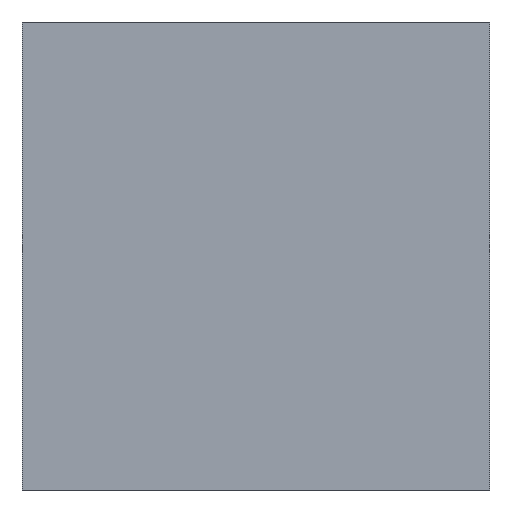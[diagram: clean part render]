
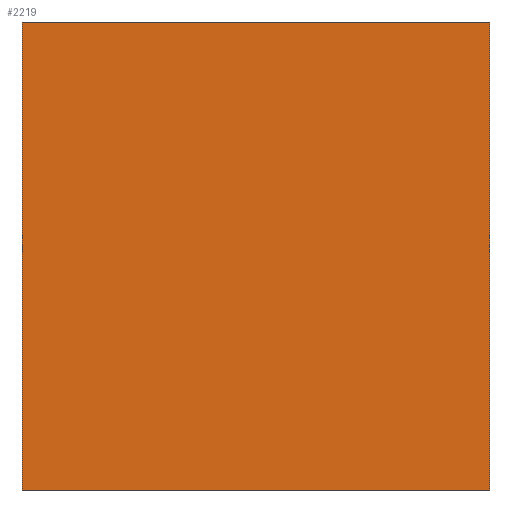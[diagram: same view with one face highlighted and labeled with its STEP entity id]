
A CAD part, left-side view. The second image highlights one B-rep face of the part: STEP entity #2219.
In plain terms, the highlighted planar face has unit normal (-1, 0, 0).
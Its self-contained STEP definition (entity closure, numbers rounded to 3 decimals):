
#1879=CARTESIAN_POINT('Vertex',(-50.,-25.,0.)) ;
#1882=CARTESIAN_POINT('Line Origine',(-50.,0.,0.)) ;
#1886=CARTESIAN_POINT('Vertex',(-50.,25.,0.)) ;
#1906=CARTESIAN_POINT('Line Origine',(-50.,25.,25.)) ;
#1910=CARTESIAN_POINT('Vertex',(-50.,25.,50.)) ;
#1934=CARTESIAN_POINT('Vertex',(-50.,-25.,50.)) ;
#1937=CARTESIAN_POINT('Line Origine',(-50.,0.,50.)) ;
#1964=CARTESIAN_POINT('Line Origine',(-50.,-25.,25.)) ;
#2208=CARTESIAN_POINT('Axis2P3D Location',(-50.,0.,50.)) ;
#1883=DIRECTION('Vector Direction',(0.,1.,0.)) ;
#1907=DIRECTION('Vector Direction',(0.,0.,-1.)) ;
#1938=DIRECTION('Vector Direction',(0.,1.,0.)) ;
#1965=DIRECTION('Vector Direction',(0.,0.,-1.)) ;
#2209=DIRECTION('Axis2P3D Direction',(-1.,0.,0.)) ;
#2210=DIRECTION('Axis2P3D XDirection',(0.,0.,1.)) ;
#2211=AXIS2_PLACEMENT_3D('Plane Axis2P3D',#2208,#2209,#2210) ;
#2214=ORIENTED_EDGE('',*,*,#1888,.F.) ;
#2215=ORIENTED_EDGE('',*,*,#1968,.F.) ;
#2216=ORIENTED_EDGE('',*,*,#1941,.T.) ;
#2217=ORIENTED_EDGE('',*,*,#1912,.T.) ;
#1884=VECTOR('Line Direction',#1883,1.) ;
#1908=VECTOR('Line Direction',#1907,1.) ;
#1939=VECTOR('Line Direction',#1938,1.) ;
#1966=VECTOR('Line Direction',#1965,1.) ;
#2219=ADVANCED_FACE('\X2\52079664\X0\-\X2\62C94F38\X0\7',(#2218),#2212,.T.) ;
#1888=EDGE_CURVE('',#1880,#1887,#1885,.T.) ;
#1912=EDGE_CURVE('',#1911,#1887,#1909,.T.) ;
#1941=EDGE_CURVE('',#1935,#1911,#1940,.T.) ;
#1968=EDGE_CURVE('',#1935,#1880,#1967,.T.) ;
#2213=EDGE_LOOP('',(#2214,#2215,#2216,#2217)) ;
#2218=FACE_OUTER_BOUND('',#2213,.T.) ;
#1885=LINE('Line',#1882,#1884) ;
#1909=LINE('Line',#1906,#1908) ;
#1940=LINE('Line',#1937,#1939) ;
#1967=LINE('Line',#1964,#1966) ;
#2212=PLANE('',#2211) ;
#1880=VERTEX_POINT('',#1879) ;
#1887=VERTEX_POINT('',#1886) ;
#1911=VERTEX_POINT('',#1910) ;
#1935=VERTEX_POINT('',#1934) ;
